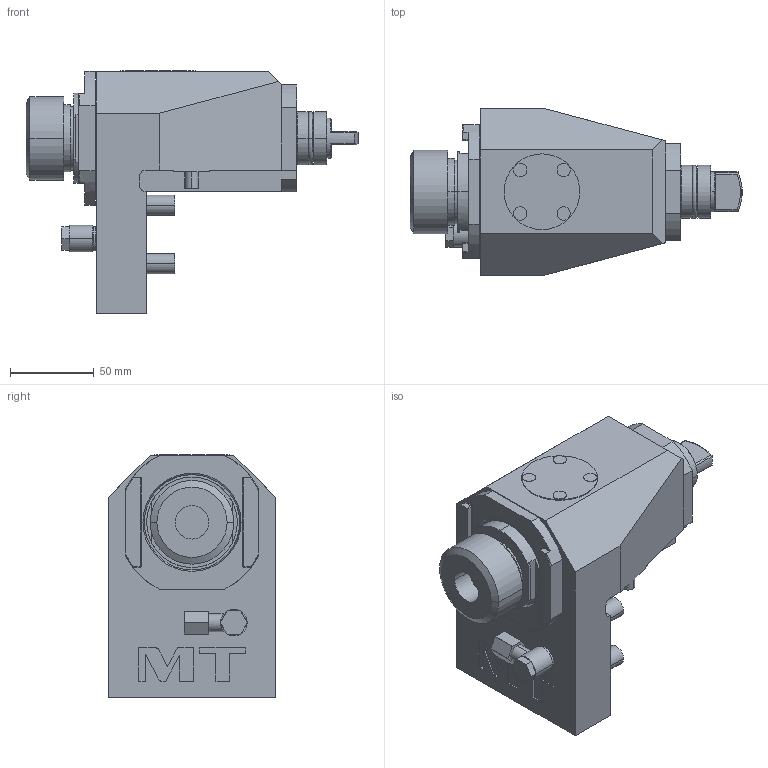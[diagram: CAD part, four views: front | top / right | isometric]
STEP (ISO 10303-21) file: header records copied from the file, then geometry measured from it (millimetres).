
FILE_DESCRIPTION((''),'2;1');
FILE_NAME('MSL0150132_CONF','2023-02-27T14:44:28',('sterribile'),('M.T. srl'),'CREO PARAMETRIC BY PTC INC, 2021072','CREO PARAMETRIC BY PTC INC, 2021072','');
FILE_SCHEMA(('CONFIG_CONTROL_DESIGN'));
Length unit declared in the file: millimetre
Products named in the file (1): MSL0150132_CONF
Bounding box: 198.52 x 100 x 145.8 mm (x, y, z)
Volume: 982873.2 mm3; surface area: 94431.5 mm2
Topology: 1 solids, 1 shells, 273 faces, 677 edges, 440 vertices
Faces by surface type: plane 143, cylinder 98, cone 22, torus 8, extrusion 2
Entity records: 8643 total; most frequent: CARTESIAN_POINT 1968, DIRECTION 1419, ORIENTED_EDGE 1354, EDGE_CURVE 677, AXIS2_PLACEMENT_3D 519, VERTEX_POINT 440, VECTOR 381, LINE 379
